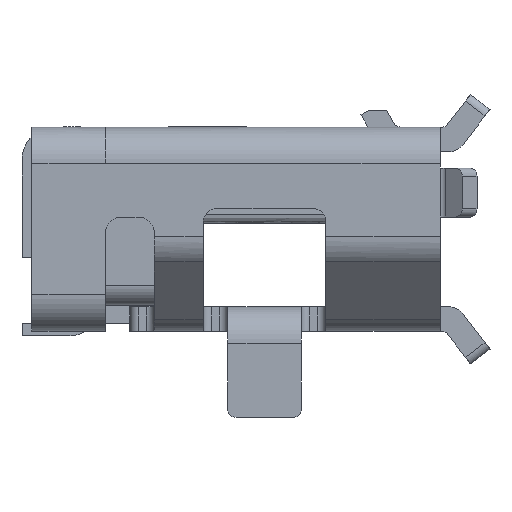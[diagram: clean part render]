
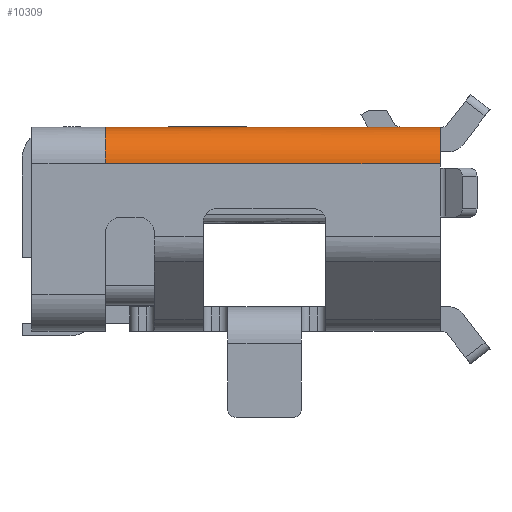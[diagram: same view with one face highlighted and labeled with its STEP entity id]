
A CAD part, left-side view. The second image highlights one B-rep face of the part: STEP entity #10309.
In plain terms, the highlighted free-form (B-spline) face has degree [4, 1] with [9, 2] control points.
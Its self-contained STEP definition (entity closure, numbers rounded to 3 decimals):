
#277=B_SPLINE_CURVE_WITH_KNOTS('',4,(#14323,#14324,#14325,#14326,#14327,
#14328,#14329,#14330,#14331),.UNSPECIFIED.,.F.,.F.,(5,1,1,1,1,5),(-1.,-0.688,
-0.562,-0.437,-0.312,0.),
 .UNSPECIFIED.);
#408=B_SPLINE_CURVE_WITH_KNOTS('',4,(#18484,#18485,#18486,#18487,#18488,
#18489,#18490),.UNSPECIFIED.,.F.,.F.,(5,1,1,5),(0.503,0.562,
0.688,1.),.UNSPECIFIED.);
#409=B_SPLINE_CURVE_WITH_KNOTS('',4,(#18491,#18492,#18493,#18494,#18495,
#18496,#18497),.UNSPECIFIED.,.F.,.F.,(5,1,1,5),(0.,0.312,0.437,
0.503),.UNSPECIFIED.);
#677=B_SPLINE_SURFACE_WITH_KNOTS('',4,1,((#18463,#18464),(#18465,#18466),
(#18467,#18468),(#18469,#18470),(#18471,#18472),(#18473,#18474),(#18475,
#18476),(#18477,#18478),(#18479,#18480)),.UNSPECIFIED.,.F.,.F.,.F.,(5,1,
1,1,1,5),(2,2),(-1.,-0.688,-0.562,-0.437,
-0.312,0.),(0.,0.41),.UNSPECIFIED.);
#995=FACE_OUTER_BOUND('',#1561,.T.);
#1561=EDGE_LOOP('',(#7783,#7784,#7785,#7786,#7787));
#2391=LINE('',#18399,#3473);
#2399=LINE('',#18482,#3481);
#3473=VECTOR('',#12148,10.);
#3481=VECTOR('',#12156,10.);
#4228=VERTEX_POINT('',#14320);
#4229=VERTEX_POINT('',#14322);
#4571=VERTEX_POINT('',#18398);
#4577=VERTEX_POINT('',#18481);
#4578=VERTEX_POINT('',#18483);
#5309=EDGE_CURVE('',#4228,#4229,#277,.T.);
#5798=EDGE_CURVE('',#4229,#4571,#2391,.T.);
#5809=EDGE_CURVE('',#4228,#4577,#2399,.T.);
#5810=EDGE_CURVE('',#4578,#4577,#408,.T.);
#5811=EDGE_CURVE('',#4571,#4578,#409,.T.);
#7783=ORIENTED_EDGE('',*,*,#5809,.T.);
#7784=ORIENTED_EDGE('',*,*,#5810,.F.);
#7785=ORIENTED_EDGE('',*,*,#5811,.F.);
#7786=ORIENTED_EDGE('',*,*,#5798,.F.);
#7787=ORIENTED_EDGE('',*,*,#5309,.F.);
#10309=ADVANCED_FACE('',(#995),#677,.T.);
#12148=DIRECTION('',(0.,1.,0.));
#12156=DIRECTION('',(0.,1.,0.));
#14320=CARTESIAN_POINT('',(-3.3,-2.15,2.555));
#14322=CARTESIAN_POINT('',(-3.75,-2.15,2.105));
#14323=CARTESIAN_POINT('Ctrl Pts',(-3.3,-2.15,
2.555));
#14324=CARTESIAN_POINT('Ctrl Pts',(-3.355,-2.15,
2.555));
#14325=CARTESIAN_POINT('Ctrl Pts',(-3.432,-2.15,
2.542));
#14326=CARTESIAN_POINT('Ctrl Pts',(-3.526,-2.15,
2.503));
#14327=CARTESIAN_POINT('Ctrl Pts',(-3.62,-2.15,2.425));
#14328=CARTESIAN_POINT('Ctrl Pts',(-3.698,-2.15,
2.33));
#14329=CARTESIAN_POINT('Ctrl Pts',(-3.737,-2.15,
2.236));
#14330=CARTESIAN_POINT('Ctrl Pts',(-3.75,-2.15,2.159));
#14331=CARTESIAN_POINT('Ctrl Pts',(-3.75,-2.15,
2.105));
#18398=CARTESIAN_POINT('',(-3.75,1.95,2.105));
#18399=CARTESIAN_POINT('',(-3.75,-2.15,2.105));
#18463=CARTESIAN_POINT('Ctrl Pts',(-3.3,1.95,2.555));
#18464=CARTESIAN_POINT('Ctrl Pts',(-3.3,-2.15,
2.555));
#18465=CARTESIAN_POINT('Ctrl Pts',(-3.355,1.95,2.555));
#18466=CARTESIAN_POINT('Ctrl Pts',(-3.355,-2.15,
2.555));
#18467=CARTESIAN_POINT('Ctrl Pts',(-3.432,1.95,2.542));
#18468=CARTESIAN_POINT('Ctrl Pts',(-3.432,-2.15,
2.542));
#18469=CARTESIAN_POINT('Ctrl Pts',(-3.526,1.95,2.503));
#18470=CARTESIAN_POINT('Ctrl Pts',(-3.526,-2.15,
2.503));
#18471=CARTESIAN_POINT('Ctrl Pts',(-3.62,1.95,2.425));
#18472=CARTESIAN_POINT('Ctrl Pts',(-3.62,-2.15,2.425));
#18473=CARTESIAN_POINT('Ctrl Pts',(-3.698,1.95,2.33));
#18474=CARTESIAN_POINT('Ctrl Pts',(-3.698,-2.15,
2.33));
#18475=CARTESIAN_POINT('Ctrl Pts',(-3.737,1.95,2.236));
#18476=CARTESIAN_POINT('Ctrl Pts',(-3.737,-2.15,
2.236));
#18477=CARTESIAN_POINT('Ctrl Pts',(-3.75,1.95,2.159));
#18478=CARTESIAN_POINT('Ctrl Pts',(-3.75,-2.15,2.159));
#18479=CARTESIAN_POINT('Ctrl Pts',(-3.75,1.95,2.105));
#18480=CARTESIAN_POINT('Ctrl Pts',(-3.75,-2.15,
2.105));
#18481=CARTESIAN_POINT('',(-3.3,1.95,2.555));
#18482=CARTESIAN_POINT('',(-3.3,-2.15,2.555));
#18483=CARTESIAN_POINT('',(-3.616,1.95,2.424));
#18484=CARTESIAN_POINT('Ctrl Pts',(-3.616,1.95,2.424));
#18485=CARTESIAN_POINT('Ctrl Pts',(-3.609,1.95,2.431));
#18486=CARTESIAN_POINT('Ctrl Pts',(-3.585,1.95,2.453));
#18487=CARTESIAN_POINT('Ctrl Pts',(-3.515,1.95,2.507));
#18488=CARTESIAN_POINT('Ctrl Pts',(-3.432,1.95,2.542));
#18489=CARTESIAN_POINT('Ctrl Pts',(-3.355,1.95,2.555));
#18490=CARTESIAN_POINT('Ctrl Pts',(-3.3,1.95,2.555));
#18491=CARTESIAN_POINT('Ctrl Pts',(-3.75,1.95,2.105));
#18492=CARTESIAN_POINT('Ctrl Pts',(-3.75,1.95,2.159));
#18493=CARTESIAN_POINT('Ctrl Pts',(-3.737,1.95,2.236));
#18494=CARTESIAN_POINT('Ctrl Pts',(-3.702,1.95,2.32));
#18495=CARTESIAN_POINT('Ctrl Pts',(-3.648,1.95,2.391));
#18496=CARTESIAN_POINT('Ctrl Pts',(-3.625,1.95,2.415));
#18497=CARTESIAN_POINT('Ctrl Pts',(-3.616,1.95,2.424));
